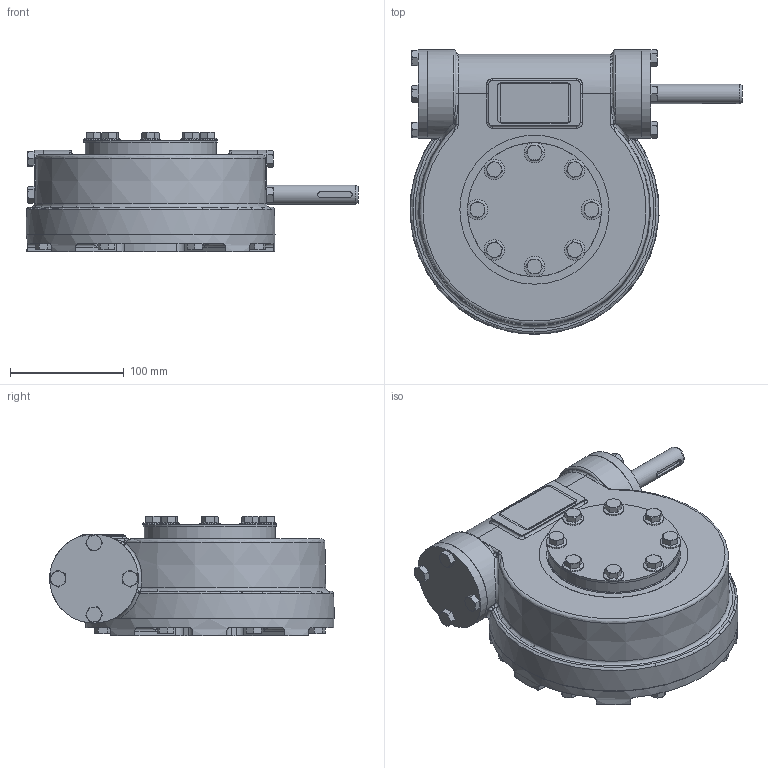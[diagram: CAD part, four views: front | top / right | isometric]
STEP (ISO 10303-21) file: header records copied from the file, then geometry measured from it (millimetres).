
FILE_DESCRIPTION(/* description */ ('Unknown'),/* implementation_level */ '2;1');
FILE_NAME(/* name */ 'PUB-MTW4-MAN-F14',/* time_stamp */ '2015-12-09T09:41:25+00:00',/* author */ ('Unknown'),/* organization */ ('Unknown'),/* preprocessor_version */ 'ST-DEVELOPER v16',/* originating_system */ 'DEX',/* authorisation */ $);
FILE_SCHEMA (('AUTOMOTIVE_DESIGN {1 0 10303 214 3 1 1}'));
Length unit declared in the file: millimetre
Products named in the file (1): PUB-MTW4-MAN-F14
Bounding box: 291.48 x 250.05 x 104.73 mm (x, y, z)
Surface area: 238347.1 mm2 (no closed solid volume)
Topology: 0 solids, 35 shells, 603 faces, 1500 edges, 896 vertices
Faces by surface type: plane 222, cone 163, cylinder 100, bspline 65, sphere 28, torus 25
Full cylindrical faces by diameter (mm): 13.835 x4, 17 x1, 18 x8, 78 x4, 85 x1, 115 x2, 117.5 x1, 131 x1, 218 x1
Entity records: 30731 total; most frequent: CARTESIAN_POINT 16002, ORIENTED_EDGE 2605, DIRECTION 2404, EDGE_CURVE 1406, AXIS2_PLACEMENT_3D 991, VERTEX_POINT 878, FACE_BOUND 699, EDGE_LOOP 695
